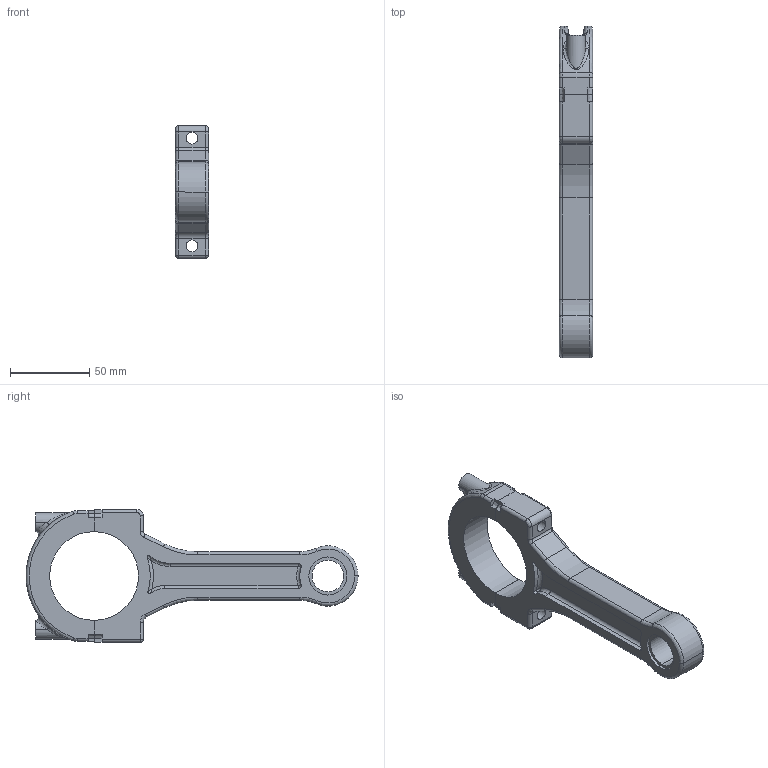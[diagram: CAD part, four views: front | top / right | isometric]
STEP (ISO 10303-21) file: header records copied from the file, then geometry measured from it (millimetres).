
FILE_DESCRIPTION(('CAx-IF Rec.Pracs.---Model Styling and Organization---1.2---2011-12-15','CAx-IF Rec.Pracs.---Geometric and Assembly Validation Properties---4.1---2014-06-16','CAx-IF Rec.Pracs.---PMI Polyline Presentation---2.0---2013-05-24'),'2;1');
FILE_NAME('ConRod_sltr.stp','2023-03-03T19:07:35+06:00',(''),(''),'STEP Interface 2021 SP1 by CT CoreTechnologie','3D_Kernel_IO2021 SP1 by CT CoreTechnologie','');
FILE_SCHEMA(('AUTOMOTIVE_DESIGN { 1 0 10303 214 1 1 1 1 }'));
Length unit declared in the file: millimetre
Products named in the file (1): Part1
Bounding box: 21 x 209.5 x 83.8 mm (x, y, z)
Volume: 127970.1 mm3; surface area: 36376.5 mm2
Topology: 2 solids, 2 shells, 198 faces, 479 edges, 278 vertices
Faces by surface type: cylinder 84, bspline 66, plane 48
Entity records: 13794 total; most frequent: CARTESIAN_POINT 5140, ORIENTED_EDGE 930, DIRECTION 913, EDGE_CURVE 465, PROPERTY_DEFINITION 403, AXIS2_PLACEMENT_3D 357, VERTEX_POINT 278, CIRCLE 224
